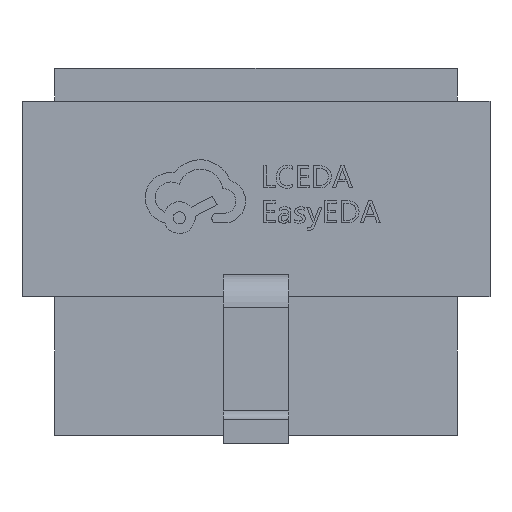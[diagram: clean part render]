
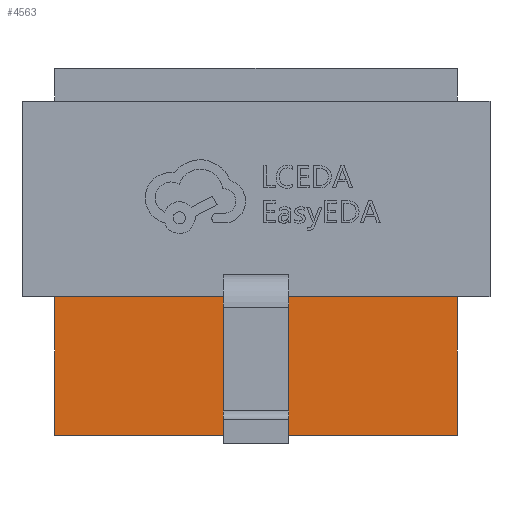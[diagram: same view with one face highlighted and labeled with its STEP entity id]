
A CAD part, front view. The second image highlights one B-rep face of the part: STEP entity #4563.
In plain terms, the highlighted planar face has unit normal (0, -1, 0).
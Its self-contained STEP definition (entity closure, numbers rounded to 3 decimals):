
#45 = DIRECTION ( 'NONE',  ( 0., 0., 1. ) ) ;
#64 = CARTESIAN_POINT ( 'NONE',  ( -1.235, -2.5, -0.85 ) ) ;
#114 = VECTOR ( 'NONE', #15509, 1000. ) ;
#428 = DIRECTION ( 'NONE',  ( 0., 0., 1. ) ) ;
#491 = VERTEX_POINT ( 'NONE', #64 ) ;
#954 = VERTEX_POINT ( 'NONE', #10720 ) ;
#1000 = CARTESIAN_POINT ( 'NONE',  ( 1.235, -2.5, -0.85 ) ) ;
#1203 = AXIS2_PLACEMENT_3D ( 'NONE', #12159, #13372, #45 ) ;
#1461 = VECTOR ( 'NONE', #11085, 1000. ) ;
#1479 = LINE ( 'NONE', #9773, #1461 ) ;
#2312 = EDGE_CURVE ( 'NONE', #491, #14848, #5364, .T. ) ;
#2671 = EDGE_LOOP ( 'NONE', ( #9956, #8782, #10506, #11854 ) ) ;
#3500 = CARTESIAN_POINT ( 'NONE',  ( 1.235, -2.5, 0. ) ) ;
#4563 = ADVANCED_FACE ( 'NONE', ( #10591 ), #14188, .F. ) ;
#4835 = VECTOR ( 'NONE', #428, 1000. ) ;
#5364 = LINE ( 'NONE', #9176, #4835 ) ;
#5588 = VERTEX_POINT ( 'NONE', #12051 ) ;
#5627 = EDGE_CURVE ( 'NONE', #5588, #14848, #15665, .T. ) ;
#8169 = DIRECTION ( 'NONE',  ( -1., 0., 0. ) ) ;
#8782 = ORIENTED_EDGE ( 'NONE', *, *, #2312, .F. ) ;
#9176 = CARTESIAN_POINT ( 'NONE',  ( -1.235, -2.5, -0.85 ) ) ;
#9347 = LINE ( 'NONE', #1000, #12974 ) ;
#9773 = CARTESIAN_POINT ( 'NONE',  ( 1.235, -2.5, -0.85 ) ) ;
#9956 = ORIENTED_EDGE ( 'NONE', *, *, #5627, .T. ) ;
#10506 = ORIENTED_EDGE ( 'NONE', *, *, #12588, .F. ) ;
#10591 = FACE_OUTER_BOUND ( 'NONE', #2671, .T. ) ;
#10720 = CARTESIAN_POINT ( 'NONE',  ( 1.235, -2.5, -0.85 ) ) ;
#11085 = DIRECTION ( 'NONE',  ( 0., 0., 1. ) ) ;
#11854 = ORIENTED_EDGE ( 'NONE', *, *, #15131, .T. ) ;
#12051 = CARTESIAN_POINT ( 'NONE',  ( 1.235, -2.5, 0. ) ) ;
#12159 = CARTESIAN_POINT ( 'NONE',  ( 1.235, -2.5, -0.85 ) ) ;
#12588 = EDGE_CURVE ( 'NONE', #954, #491, #9347, .T. ) ;
#12974 = VECTOR ( 'NONE', #8169, 1000. ) ;
#13372 = DIRECTION ( 'NONE',  ( 0., 1., 0. ) ) ;
#14188 = PLANE ( 'NONE',  #1203 ) ;
#14268 = CARTESIAN_POINT ( 'NONE',  ( -1.235, -2.5, 0. ) ) ;
#14848 = VERTEX_POINT ( 'NONE', #14268 ) ;
#15131 = EDGE_CURVE ( 'NONE', #954, #5588, #1479, .T. ) ;
#15509 = DIRECTION ( 'NONE',  ( -1., 0., 0. ) ) ;
#15665 = LINE ( 'NONE', #3500, #114 ) ;
